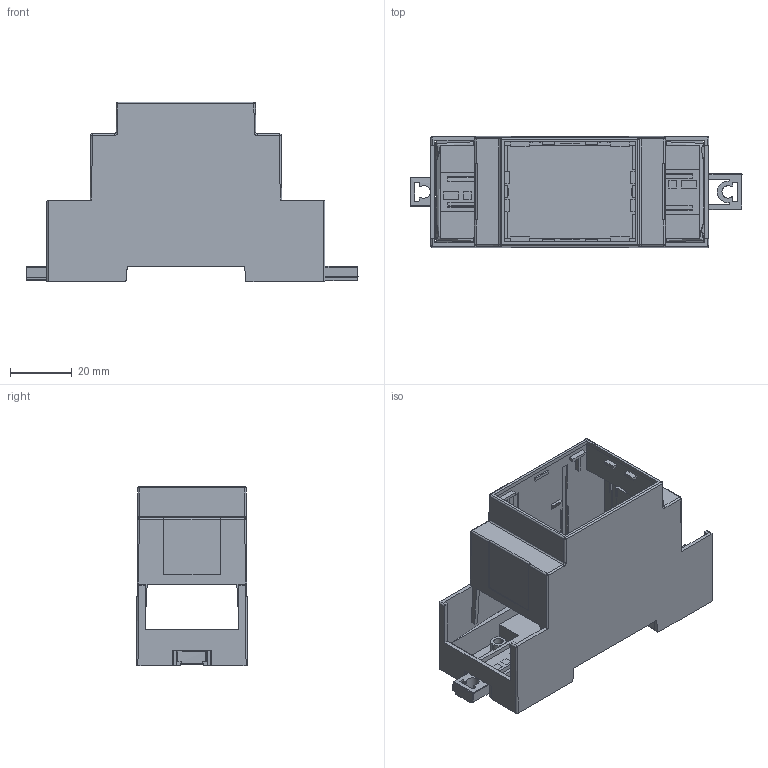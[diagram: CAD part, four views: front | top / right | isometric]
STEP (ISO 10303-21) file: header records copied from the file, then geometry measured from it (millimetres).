
FILE_DESCRIPTION (( 'STEP AP214' ), '1' );
FILE_NAME ('CNMB-2-2.STEP', '2010-10-25T14:14:24', ( 'Design Station' ), ( 'BOSS' ), 'SwSTEP 2.0', 'SolidWorks 2003240', '' );
FILE_SCHEMA (( 'AUTOMOTIVE_DESIGN' ));
Length unit declared in the file: millimetre
Products named in the file (5): CNMB-2-Base-1; CNMB-2-2; CNMB-CB; CNMB-2-2-Top-1; CNMB-CW
Assembly tree (4 placements, depth 2):
  CNMB-2-2
    CNMB-CB
    CNMB-2-2-Top-1
    CNMB-CW
    CNMB-2-Base-1
Bounding box: 107.48 x 36 x 58.01 mm (x, y, z)
Volume: 15787.3 mm3; surface area: 37914.9 mm2
Topology: 13 solids, 18 shells, 732 faces, 1935 edges, 1234 vertices
Faces by surface type: plane 530, cylinder 161, bspline 41
Entity records: 32716 total; most frequent: CARTESIAN_POINT 7532, ORIENTED_EDGE 3830, DIRECTION 2877, EDGE_CURVE 1921, VECTOR 1385, LINE 1385, VERTEX_POINT 1234, EDGE_LOOP 771
